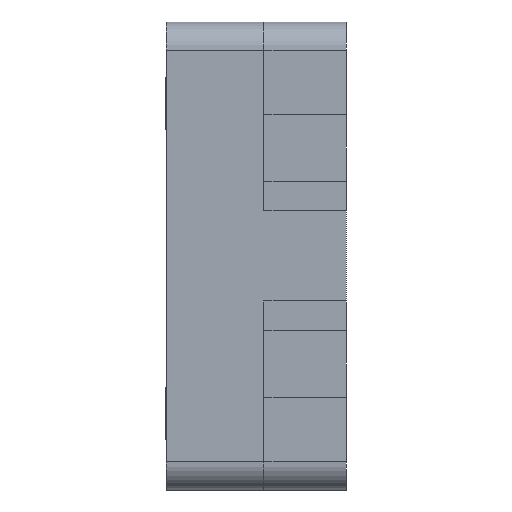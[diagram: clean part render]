
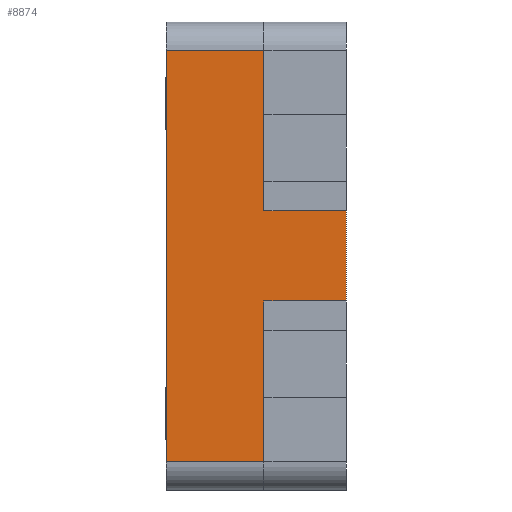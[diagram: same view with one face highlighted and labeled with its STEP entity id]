
A CAD part, left-side view. The second image highlights one B-rep face of the part: STEP entity #8874.
In plain terms, the highlighted planar face has unit normal (-1, 0, 0).
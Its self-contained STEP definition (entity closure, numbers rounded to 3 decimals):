
#1376 = VECTOR ( 'NONE', #5960, 1000. ) ;
#1632 = LINE ( 'NONE', #6980, #8288 ) ;
#1635 = LINE ( 'NONE', #12958, #1376 ) ;
#2548 = ORIENTED_EDGE ( 'NONE', *, *, #6472, .T. ) ;
#2616 = CARTESIAN_POINT ( 'NONE',  ( -5.98, 3.5, 4. ) ) ;
#3737 = VECTOR ( 'NONE', #16243, 1000. ) ;
#3964 = EDGE_CURVE ( 'NONE', #13328, #16045, #11933, .T. ) ;
#4202 = CARTESIAN_POINT ( 'NONE',  ( -5.98, 0., -0.875 ) ) ;
#4506 = ORIENTED_EDGE ( 'NONE', *, *, #6014, .T. ) ;
#5161 = VECTOR ( 'NONE', #8972, 1000. ) ;
#5254 = VERTEX_POINT ( 'NONE', #2616 ) ;
#5397 = ORIENTED_EDGE ( 'NONE', *, *, #6665, .T. ) ;
#5706 = CARTESIAN_POINT ( 'NONE',  ( -5.98, 3.5, -4. ) ) ;
#5844 = ORIENTED_EDGE ( 'NONE', *, *, #3964, .F. ) ;
#5861 = DIRECTION ( 'NONE',  ( 0., 1., 0. ) ) ;
#5940 = CARTESIAN_POINT ( 'NONE',  ( -5.98, 1.6, 4. ) ) ;
#5960 = DIRECTION ( 'NONE',  ( 0., -1., 0. ) ) ;
#5997 = LINE ( 'NONE', #14357, #6830 ) ;
#6014 = EDGE_CURVE ( 'NONE', #6248, #9995, #1635, .T. ) ;
#6075 = EDGE_CURVE ( 'NONE', #5254, #17510, #15962, .T. ) ;
#6248 = VERTEX_POINT ( 'NONE', #17612 ) ;
#6345 = CARTESIAN_POINT ( 'NONE',  ( -5.98, 1.6, 4. ) ) ;
#6472 = EDGE_CURVE ( 'NONE', #9995, #10447, #5997, .T. ) ;
#6665 = EDGE_CURVE ( 'NONE', #10447, #14674, #1632, .T. ) ;
#6830 = VECTOR ( 'NONE', #12055, 1000. ) ;
#6980 = CARTESIAN_POINT ( 'NONE',  ( -5.98, 1.6, 0.875 ) ) ;
#8001 = CARTESIAN_POINT ( 'NONE',  ( -5.98, 1.6, -4. ) ) ;
#8034 = ORIENTED_EDGE ( 'NONE', *, *, #14162, .F. ) ;
#8288 = VECTOR ( 'NONE', #5861, 1000. ) ;
#8689 = ORIENTED_EDGE ( 'NONE', *, *, #14321, .T. ) ;
#8874 = ADVANCED_FACE ( 'NONE', ( #12853 ), #14310, .F. ) ;
#8972 = DIRECTION ( 'NONE',  ( 0., 1., 0. ) ) ;
#9198 = ORIENTED_EDGE ( 'NONE', *, *, #13599, .F. ) ;
#9465 = DIRECTION ( 'NONE',  ( 0., 0., -1. ) ) ;
#9650 = VECTOR ( 'NONE', #10480, 1000. ) ;
#9911 = ORIENTED_EDGE ( 'NONE', *, *, #6075, .F. ) ;
#9995 = VERTEX_POINT ( 'NONE', #4202 ) ;
#10089 = DIRECTION ( 'NONE',  ( 0., 1., 0. ) ) ;
#10281 = LINE ( 'NONE', #10372, #17874 ) ;
#10372 = CARTESIAN_POINT ( 'NONE',  ( -5.98, 1.6, -0.875 ) ) ;
#10447 = VERTEX_POINT ( 'NONE', #14540 ) ;
#10480 = DIRECTION ( 'NONE',  ( 0., 0., -1. ) ) ;
#10545 = CARTESIAN_POINT ( 'NONE',  ( -5.98, 3.5, -4. ) ) ;
#10650 = CARTESIAN_POINT ( 'NONE',  ( -5.98, 3.5, 4. ) ) ;
#10994 = AXIS2_PLACEMENT_3D ( 'NONE', #11297, #14485, #10089 ) ;
#11297 = CARTESIAN_POINT ( 'NONE',  ( -5.98, 3.5, 4. ) ) ;
#11551 = CARTESIAN_POINT ( 'NONE',  ( -5.98, 1.6, 0.875 ) ) ;
#11933 = LINE ( 'NONE', #10545, #5161 ) ;
#12055 = DIRECTION ( 'NONE',  ( 0., 0., 1. ) ) ;
#12237 = CARTESIAN_POINT ( 'NONE',  ( -5.98, 3.5, 4. ) ) ;
#12853 = FACE_OUTER_BOUND ( 'NONE', #13013, .T. ) ;
#12958 = CARTESIAN_POINT ( 'NONE',  ( -5.98, 1.6, -0.875 ) ) ;
#13013 = EDGE_LOOP ( 'NONE', ( #2548, #5397, #8034, #9911, #8689, #5844, #9198, #4506 ) ) ;
#13328 = VERTEX_POINT ( 'NONE', #8001 ) ;
#13481 = VECTOR ( 'NONE', #9465, 1000. ) ;
#13599 = EDGE_CURVE ( 'NONE', #6248, #13328, #10281, .T. ) ;
#14162 = EDGE_CURVE ( 'NONE', #17510, #14674, #17658, .T. ) ;
#14310 = PLANE ( 'NONE',  #10994 ) ;
#14321 = EDGE_CURVE ( 'NONE', #5254, #16045, #15249, .T. ) ;
#14357 = CARTESIAN_POINT ( 'NONE',  ( -5.98, 0., 4. ) ) ;
#14485 = DIRECTION ( 'NONE',  ( 1., 0., 0. ) ) ;
#14495 = DIRECTION ( 'NONE',  ( 0., 0., -1. ) ) ;
#14540 = CARTESIAN_POINT ( 'NONE',  ( -5.98, 0., 0.875 ) ) ;
#14674 = VERTEX_POINT ( 'NONE', #11551 ) ;
#15249 = LINE ( 'NONE', #12237, #13481 ) ;
#15962 = LINE ( 'NONE', #10650, #3737 ) ;
#16045 = VERTEX_POINT ( 'NONE', #5706 ) ;
#16243 = DIRECTION ( 'NONE',  ( 0., -1., 0. ) ) ;
#17510 = VERTEX_POINT ( 'NONE', #5940 ) ;
#17612 = CARTESIAN_POINT ( 'NONE',  ( -5.98, 1.6, -0.875 ) ) ;
#17658 = LINE ( 'NONE', #6345, #9650 ) ;
#17874 = VECTOR ( 'NONE', #14495, 1000. ) ;
